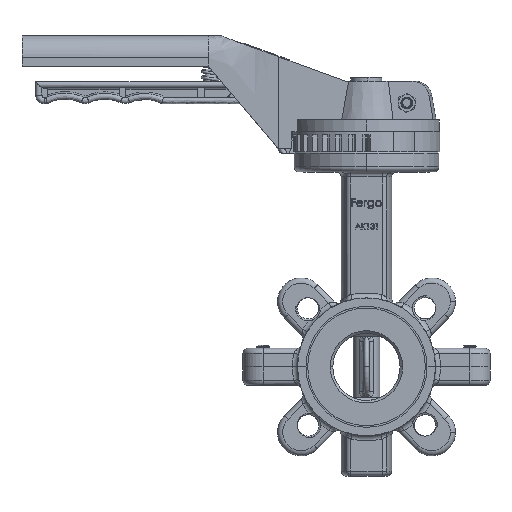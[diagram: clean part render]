
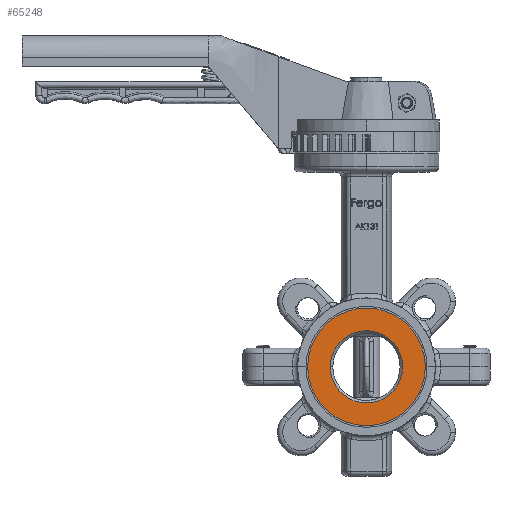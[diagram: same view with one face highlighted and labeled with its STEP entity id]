
A CAD part, top view. The second image highlights one B-rep face of the part: STEP entity #65248.
In plain terms, the highlighted planar face has unit normal (0, 0, 1).
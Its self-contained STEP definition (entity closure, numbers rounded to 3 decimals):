
#1109 = EDGE_LOOP ( 'NONE', ( #75382, #102398 ) ) ;
#6750 = VERTEX_POINT ( 'NONE', #64873 ) ;
#15314 = DIRECTION ( 'NONE',  ( 1., 0., 0. ) ) ;
#16584 = CARTESIAN_POINT ( 'NONE',  ( 21.5, 0., 16.5 ) ) ;
#17415 = DIRECTION ( 'NONE',  ( 0., -1., 0. ) ) ;
#20101 = ORIENTED_EDGE ( 'NONE', *, *, #27027, .T. ) ;
#22784 = VERTEX_POINT ( 'NONE', #100261 ) ;
#23607 = AXIS2_PLACEMENT_3D ( 'NONE', #24600, #62227, #79799 ) ;
#24600 = CARTESIAN_POINT ( 'NONE',  ( 0., 0., 16.5 ) ) ;
#24873 = EDGE_CURVE ( 'NONE', #6750, #22784, #54117, .T. ) ;
#26057 = ORIENTED_EDGE ( 'NONE', *, *, #24873, .T. ) ;
#27027 = EDGE_CURVE ( 'NONE', #22784, #6750, #118405, .T. ) ;
#29452 = AXIS2_PLACEMENT_3D ( 'NONE', #100981, #73161, #17415 ) ;
#32403 = EDGE_CURVE ( 'NONE', #116441, #67475, #99848, .T. ) ;
#33789 = DIRECTION ( 'NONE',  ( 0., 0., 1. ) ) ;
#48423 = DIRECTION ( 'NONE',  ( 0., 0., 1. ) ) ;
#50389 = CARTESIAN_POINT ( 'NONE',  ( -21.5, 0., 16.5 ) ) ;
#50547 = DIRECTION ( 'NONE',  ( 0., 0., 1. ) ) ;
#53202 = CARTESIAN_POINT ( 'NONE',  ( 0., 0., 16.5 ) ) ;
#54117 = CIRCLE ( 'NONE', #87067, 35. ) ;
#56221 = FACE_OUTER_BOUND ( 'NONE', #70042, .T. ) ;
#62035 = CARTESIAN_POINT ( 'NONE',  ( 0., 0., 16.5 ) ) ;
#62227 = DIRECTION ( 'NONE',  ( 0., 0., 1. ) ) ;
#64873 = CARTESIAN_POINT ( 'NONE',  ( -35., 0., 16.5 ) ) ;
#65248 = ADVANCED_FACE ( 'NONE', ( #111863, #56221 ), #110658, .F. ) ;
#67475 = VERTEX_POINT ( 'NONE', #16584 ) ;
#69233 = AXIS2_PLACEMENT_3D ( 'NONE', #53202, #33789, #70768 ) ;
#70042 = EDGE_LOOP ( 'NONE', ( #20101, #26057 ) ) ;
#70768 = DIRECTION ( 'NONE',  ( 1., 0., 0. ) ) ;
#73161 = DIRECTION ( 'NONE',  ( 0., 0., -1. ) ) ;
#75382 = ORIENTED_EDGE ( 'NONE', *, *, #79531, .F. ) ;
#75703 = CARTESIAN_POINT ( 'NONE',  ( 0., 0., 16.5 ) ) ;
#79531 = EDGE_CURVE ( 'NONE', #67475, #116441, #110650, .T. ) ;
#79728 = DIRECTION ( 'NONE',  ( 1., 0., 0. ) ) ;
#79799 = DIRECTION ( 'NONE',  ( 1., 0., 0. ) ) ;
#87067 = AXIS2_PLACEMENT_3D ( 'NONE', #75703, #48423, #79728 ) ;
#87529 = AXIS2_PLACEMENT_3D ( 'NONE', #62035, #50547, #15314 ) ;
#99848 = CIRCLE ( 'NONE', #69233, 21.5 ) ;
#100261 = CARTESIAN_POINT ( 'NONE',  ( 35., 0., 16.5 ) ) ;
#100981 = CARTESIAN_POINT ( 'NONE',  ( 0., 35., 16.5 ) ) ;
#102398 = ORIENTED_EDGE ( 'NONE', *, *, #32403, .F. ) ;
#110650 = CIRCLE ( 'NONE', #87529, 21.5 ) ;
#110658 = PLANE ( 'NONE',  #29452 ) ;
#111863 = FACE_BOUND ( 'NONE', #1109, .T. ) ;
#116441 = VERTEX_POINT ( 'NONE', #50389 ) ;
#118405 = CIRCLE ( 'NONE', #23607, 35. ) ;
